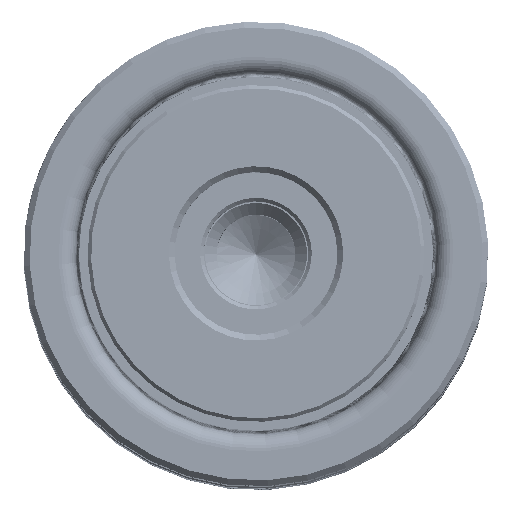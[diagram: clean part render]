
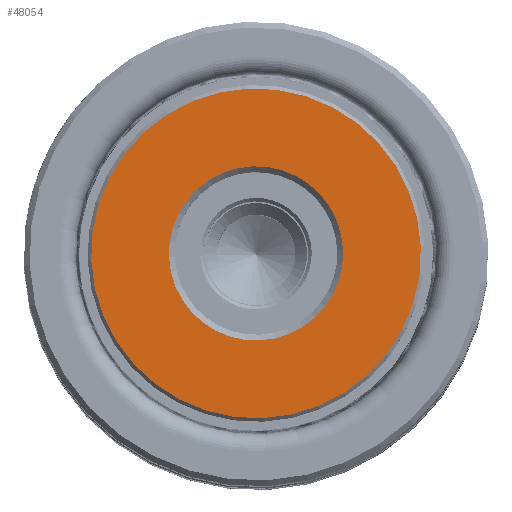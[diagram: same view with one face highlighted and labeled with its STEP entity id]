
A CAD part, top view. The second image highlights one B-rep face of the part: STEP entity #48054.
In plain terms, the highlighted face is planar.
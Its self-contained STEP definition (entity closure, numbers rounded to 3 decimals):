
#347 = DIRECTION ( 'NONE',  ( 1., 0., 0. ) ) ;
#920 = VERTEX_POINT ( 'NONE', #35672 ) ;
#2368 = EDGE_CURVE ( 'NONE', #3852, #3908, #48569, .T. ) ;
#3852 = VERTEX_POINT ( 'NONE', #32393 ) ;
#3908 = VERTEX_POINT ( 'NONE', #11572 ) ;
#4264 = CARTESIAN_POINT ( 'NONE',  ( 0., 0., 0. ) ) ;
#4891 = AXIS2_PLACEMENT_3D ( 'NONE', #18439, #49016, #23174 ) ;
#8257 = AXIS2_PLACEMENT_3D ( 'NONE', #52194, #26369, #347 ) ;
#8671 = DIRECTION ( 'NONE',  ( 1., 0., 0. ) ) ;
#11189 = EDGE_CURVE ( 'NONE', #3908, #3852, #13361, .T. ) ;
#11572 = CARTESIAN_POINT ( 'NONE',  ( -7.5, 0., 0. ) ) ;
#13361 = CIRCLE ( 'NONE', #36195, 7.5 ) ;
#14757 = DIRECTION ( 'NONE',  ( 0., 0., 1. ) ) ;
#18117 = ORIENTED_EDGE ( 'NONE', *, *, #54418, .T. ) ;
#18181 = ORIENTED_EDGE ( 'NONE', *, *, #2368, .T. ) ;
#18187 = CARTESIAN_POINT ( 'NONE',  ( -14.2, 0., 0. ) ) ;
#18439 = CARTESIAN_POINT ( 'NONE',  ( 0., 0., 0. ) ) ;
#19290 = DIRECTION ( 'NONE',  ( 0., 0., 1. ) ) ;
#21403 = FACE_OUTER_BOUND ( 'NONE', #53084, .T. ) ;
#23174 = DIRECTION ( 'NONE',  ( 1., 0., 0. ) ) ;
#24735 = ORIENTED_EDGE ( 'NONE', *, *, #11189, .T. ) ;
#26369 = DIRECTION ( 'NONE',  ( 0., 0., -1. ) ) ;
#27984 = VERTEX_POINT ( 'NONE', #18187 ) ;
#32114 = EDGE_LOOP ( 'NONE', ( #24735, #18181 ) ) ;
#32393 = CARTESIAN_POINT ( 'NONE',  ( 7.5, 0., 0. ) ) ;
#32848 = FACE_BOUND ( 'NONE', #32114, .T. ) ;
#34599 = DIRECTION ( 'NONE',  ( 0., 0., -1. ) ) ;
#35672 = CARTESIAN_POINT ( 'NONE',  ( 14.2, 0., 0. ) ) ;
#36195 = AXIS2_PLACEMENT_3D ( 'NONE', #40648, #14757, #44977 ) ;
#39540 = CIRCLE ( 'NONE', #8257, 14.2 ) ;
#40648 = CARTESIAN_POINT ( 'NONE',  ( 0., 0., 0. ) ) ;
#41711 = AXIS2_PLACEMENT_3D ( 'NONE', #4264, #34599, #8671 ) ;
#44230 = CIRCLE ( 'NONE', #41711, 14.2 ) ;
#44671 = PLANE ( 'NONE',  #4891 ) ;
#44977 = DIRECTION ( 'NONE',  ( 1., 0., 0. ) ) ;
#45138 = CARTESIAN_POINT ( 'NONE',  ( 0., 0., 0. ) ) ;
#48054 = ADVANCED_FACE ( 'NONE', ( #21403, #32848 ), #44671, .F. ) ;
#48569 = CIRCLE ( 'NONE', #51249, 7.5 ) ;
#49016 = DIRECTION ( 'NONE',  ( 0., 0., 1. ) ) ;
#49465 = DIRECTION ( 'NONE',  ( 1., 0., 0. ) ) ;
#51249 = AXIS2_PLACEMENT_3D ( 'NONE', #45138, #19290, #49465 ) ;
#51419 = EDGE_CURVE ( 'NONE', #27984, #920, #39540, .T. ) ;
#52194 = CARTESIAN_POINT ( 'NONE',  ( 0., 0., 0. ) ) ;
#52770 = ORIENTED_EDGE ( 'NONE', *, *, #51419, .T. ) ;
#53084 = EDGE_LOOP ( 'NONE', ( #18117, #52770 ) ) ;
#54418 = EDGE_CURVE ( 'NONE', #920, #27984, #44230, .T. ) ;
